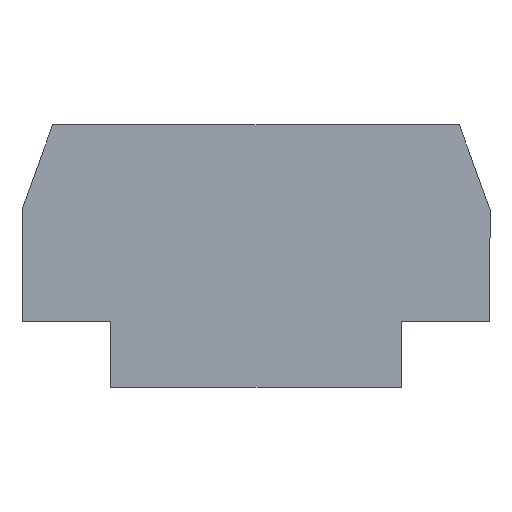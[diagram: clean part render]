
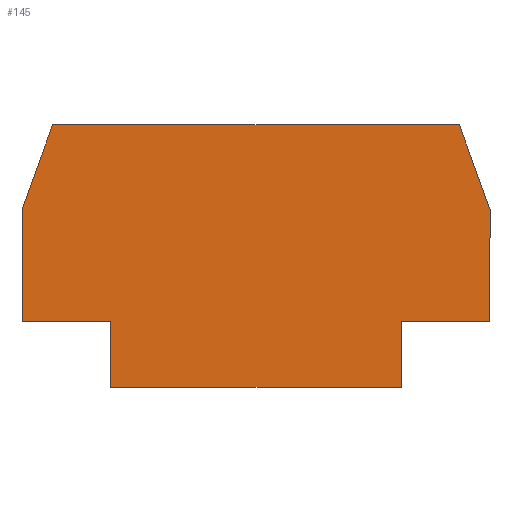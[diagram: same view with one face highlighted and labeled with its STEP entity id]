
A CAD part, top view. The second image highlights one B-rep face of the part: STEP entity #145.
In plain terms, the highlighted planar face has unit normal (0, 0, 1).
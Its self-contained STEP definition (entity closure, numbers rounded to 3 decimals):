
#4 = EDGE_CURVE ( 'NONE', #709, #868, #535, .T. ) ;
#6 = ORIENTED_EDGE ( 'NONE', *, *, #4, .T. ) ;
#9 = CARTESIAN_POINT ( 'NONE',  ( 21.724, 28., 1.5 ) ) ;
#30 = DIRECTION ( 'NONE',  ( 0., 1., 0. ) ) ;
#34 = CARTESIAN_POINT ( 'NONE',  ( -15.5, 7., 1.5 ) ) ;
#57 = CARTESIAN_POINT ( 'NONE',  ( 25., 7., 1.5 ) ) ;
#60 = CARTESIAN_POINT ( 'NONE',  ( 25., 19., 1.5 ) ) ;
#74 = VECTOR ( 'NONE', #413, 1000. ) ;
#80 = VECTOR ( 'NONE', #679, 1000. ) ;
#91 = EDGE_CURVE ( 'NONE', #841, #517, #795, .T. ) ;
#101 = ORIENTED_EDGE ( 'NONE', *, *, #798, .T. ) ;
#105 = LINE ( 'NONE', #435, #80 ) ;
#111 = DIRECTION ( 'NONE',  ( -0.342, -0.94, 0. ) ) ;
#122 = LINE ( 'NONE', #662, #318 ) ;
#140 = ORIENTED_EDGE ( 'NONE', *, *, #957, .T. ) ;
#145 = ADVANCED_FACE ( 'NONE', ( #320 ), #204, .F. ) ;
#148 = LINE ( 'NONE', #337, #753 ) ;
#170 = CARTESIAN_POINT ( 'NONE',  ( -21.724, 28., 1.5 ) ) ;
#172 = ORIENTED_EDGE ( 'NONE', *, *, #417, .T. ) ;
#176 = LINE ( 'NONE', #290, #785 ) ;
#180 = ORIENTED_EDGE ( 'NONE', *, *, #464, .T. ) ;
#182 = VERTEX_POINT ( 'NONE', #170 ) ;
#204 = PLANE ( 'NONE',  #564 ) ;
#227 = EDGE_CURVE ( 'NONE', #547, #182, #913, .T. ) ;
#229 = ORIENTED_EDGE ( 'NONE', *, *, #227, .T. ) ;
#233 = VECTOR ( 'NONE', #30, 1000. ) ;
#277 = ORIENTED_EDGE ( 'NONE', *, *, #611, .T. ) ;
#278 = CARTESIAN_POINT ( 'NONE',  ( -25., 19., 1.5 ) ) ;
#283 = DIRECTION ( 'NONE',  ( 1., 0., 0. ) ) ;
#290 = CARTESIAN_POINT ( 'NONE',  ( 15.5, 0., 1.5 ) ) ;
#303 = ORIENTED_EDGE ( 'NONE', *, *, #91, .T. ) ;
#312 = VECTOR ( 'NONE', #814, 1000. ) ;
#318 = VECTOR ( 'NONE', #111, 1000. ) ;
#320 = FACE_OUTER_BOUND ( 'NONE', #591, .T. ) ;
#329 = VECTOR ( 'NONE', #283, 1000. ) ;
#330 = DIRECTION ( 'NONE',  ( 0., -1., 0. ) ) ;
#337 = CARTESIAN_POINT ( 'NONE',  ( -15.5, 0., 1.5 ) ) ;
#359 = CARTESIAN_POINT ( 'NONE',  ( 0., 0., 1.5 ) ) ;
#409 = CARTESIAN_POINT ( 'NONE',  ( -15.5, 7., 1.5 ) ) ;
#413 = DIRECTION ( 'NONE',  ( -1., 0., 0. ) ) ;
#417 = EDGE_CURVE ( 'NONE', #868, #493, #926, .T. ) ;
#418 = CARTESIAN_POINT ( 'NONE',  ( -25., 7., 1.5 ) ) ;
#420 = VERTEX_POINT ( 'NONE', #803 ) ;
#435 = CARTESIAN_POINT ( 'NONE',  ( 21.724, 28., 1.5 ) ) ;
#440 = DIRECTION ( 'NONE',  ( -1., 0., 0. ) ) ;
#464 = EDGE_CURVE ( 'NONE', #420, #789, #870, .T. ) ;
#465 = ORIENTED_EDGE ( 'NONE', *, *, #881, .T. ) ;
#493 = VERTEX_POINT ( 'NONE', #34 ) ;
#498 = CARTESIAN_POINT ( 'NONE',  ( 25., 19., 1.5 ) ) ;
#517 = VERTEX_POINT ( 'NONE', #589 ) ;
#535 = LINE ( 'NONE', #418, #312 ) ;
#539 = DIRECTION ( 'NONE',  ( 1., 0., 0. ) ) ;
#547 = VERTEX_POINT ( 'NONE', #9 ) ;
#564 = AXIS2_PLACEMENT_3D ( 'NONE', #359, #918, #440 ) ;
#589 = CARTESIAN_POINT ( 'NONE',  ( 15.5, 7., 1.5 ) ) ;
#591 = EDGE_LOOP ( 'NONE', ( #303, #140, #180, #465, #229, #277, #6, #172, #991, #101 ) ) ;
#594 = CARTESIAN_POINT ( 'NONE',  ( 15.5, 0., 1.5 ) ) ;
#600 = EDGE_CURVE ( 'NONE', #493, #666, #148, .T. ) ;
#611 = EDGE_CURVE ( 'NONE', #182, #709, #122, .T. ) ;
#650 = DIRECTION ( 'NONE',  ( 1., 0., 0. ) ) ;
#660 = LINE ( 'NONE', #57, #329 ) ;
#662 = CARTESIAN_POINT ( 'NONE',  ( -25., 19., 1.5 ) ) ;
#666 = VERTEX_POINT ( 'NONE', #831 ) ;
#679 = DIRECTION ( 'NONE',  ( -0.342, 0.94, 0. ) ) ;
#709 = VERTEX_POINT ( 'NONE', #278 ) ;
#715 = VECTOR ( 'NONE', #650, 1000. ) ;
#749 = CARTESIAN_POINT ( 'NONE',  ( 15.5, 7., 1.5 ) ) ;
#753 = VECTOR ( 'NONE', #330, 1000. ) ;
#756 = DIRECTION ( 'NONE',  ( 0., 1., 0. ) ) ;
#782 = VECTOR ( 'NONE', #756, 1000. ) ;
#785 = VECTOR ( 'NONE', #539, 1000. ) ;
#789 = VERTEX_POINT ( 'NONE', #60 ) ;
#795 = LINE ( 'NONE', #749, #782 ) ;
#798 = EDGE_CURVE ( 'NONE', #666, #841, #176, .T. ) ;
#803 = CARTESIAN_POINT ( 'NONE',  ( 25., 7., 1.5 ) ) ;
#814 = DIRECTION ( 'NONE',  ( 0., -1., 0. ) ) ;
#831 = CARTESIAN_POINT ( 'NONE',  ( -15.5, 0., 1.5 ) ) ;
#841 = VERTEX_POINT ( 'NONE', #594 ) ;
#868 = VERTEX_POINT ( 'NONE', #904 ) ;
#870 = LINE ( 'NONE', #498, #233 ) ;
#881 = EDGE_CURVE ( 'NONE', #789, #547, #105, .T. ) ;
#904 = CARTESIAN_POINT ( 'NONE',  ( -25., 7., 1.5 ) ) ;
#913 = LINE ( 'NONE', #969, #74 ) ;
#918 = DIRECTION ( 'NONE',  ( 0., 0., -1. ) ) ;
#926 = LINE ( 'NONE', #409, #715 ) ;
#957 = EDGE_CURVE ( 'NONE', #517, #420, #660, .T. ) ;
#969 = CARTESIAN_POINT ( 'NONE',  ( -21.724, 28., 1.5 ) ) ;
#991 = ORIENTED_EDGE ( 'NONE', *, *, #600, .T. ) ;
